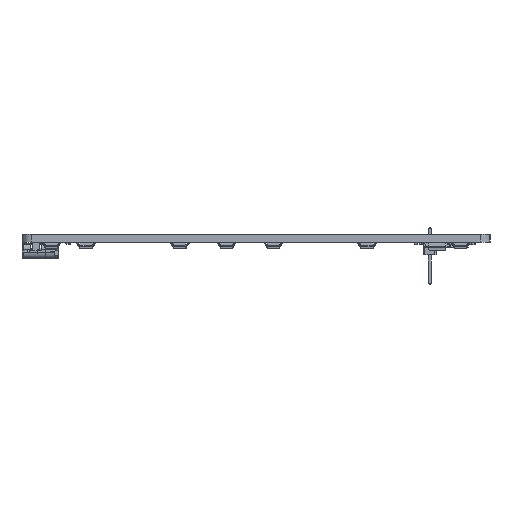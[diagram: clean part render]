
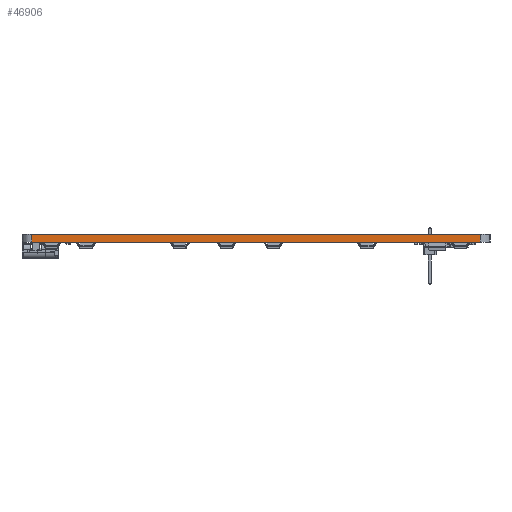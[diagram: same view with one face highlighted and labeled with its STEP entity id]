
A CAD part, left-side view. The second image highlights one B-rep face of the part: STEP entity #46906.
In plain terms, the highlighted planar face has unit normal (-1, 0, 0).
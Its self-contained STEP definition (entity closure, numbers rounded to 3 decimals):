
#39579 = VERTEX_POINT('',#39580);
#39580 = CARTESIAN_POINT('',(0.,-2.,0.));
#39587 = EDGE_CURVE('',#39588,#39579,#39590,.T.);
#39588 = VERTEX_POINT('',#39589);
#39589 = CARTESIAN_POINT('',(0.,-93.25,0.));
#39590 = LINE('',#39591,#39592);
#39591 = CARTESIAN_POINT('',(0.,-93.25,0.));
#39592 = VECTOR('',#39593,1.);
#39593 = DIRECTION('',(0.,1.,0.));
#43229 = VERTEX_POINT('',#43230);
#43230 = CARTESIAN_POINT('',(0.,-2.,1.6));
#43237 = EDGE_CURVE('',#43238,#43229,#43240,.T.);
#43238 = VERTEX_POINT('',#43239);
#43239 = CARTESIAN_POINT('',(0.,-93.25,1.6));
#43240 = LINE('',#43241,#43242);
#43241 = CARTESIAN_POINT('',(0.,-93.25,1.6));
#43242 = VECTOR('',#43243,1.);
#43243 = DIRECTION('',(0.,1.,0.));
#46876 = EDGE_CURVE('',#39579,#43229,#46877,.T.);
#46877 = LINE('',#46878,#46879);
#46878 = CARTESIAN_POINT('',(0.,-2.,0.));
#46879 = VECTOR('',#46880,1.);
#46880 = DIRECTION('',(0.,0.,1.));
#46906 = ADVANCED_FACE('',(#46907),#46918,.T.);
#46907 = FACE_BOUND('',#46908,.T.);
#46908 = EDGE_LOOP('',(#46909,#46915,#46916,#46917));
#46909 = ORIENTED_EDGE('',*,*,#46910,.T.);
#46910 = EDGE_CURVE('',#39588,#43238,#46911,.T.);
#46911 = LINE('',#46912,#46913);
#46912 = CARTESIAN_POINT('',(0.,-93.25,0.));
#46913 = VECTOR('',#46914,1.);
#46914 = DIRECTION('',(0.,0.,1.));
#46915 = ORIENTED_EDGE('',*,*,#43237,.T.);
#46916 = ORIENTED_EDGE('',*,*,#46876,.F.);
#46917 = ORIENTED_EDGE('',*,*,#39587,.F.);
#46918 = PLANE('',#46919);
#46919 = AXIS2_PLACEMENT_3D('',#46920,#46921,#46922);
#46920 = CARTESIAN_POINT('',(0.,-93.25,0.));
#46921 = DIRECTION('',(-1.,0.,0.));
#46922 = DIRECTION('',(0.,1.,0.));
